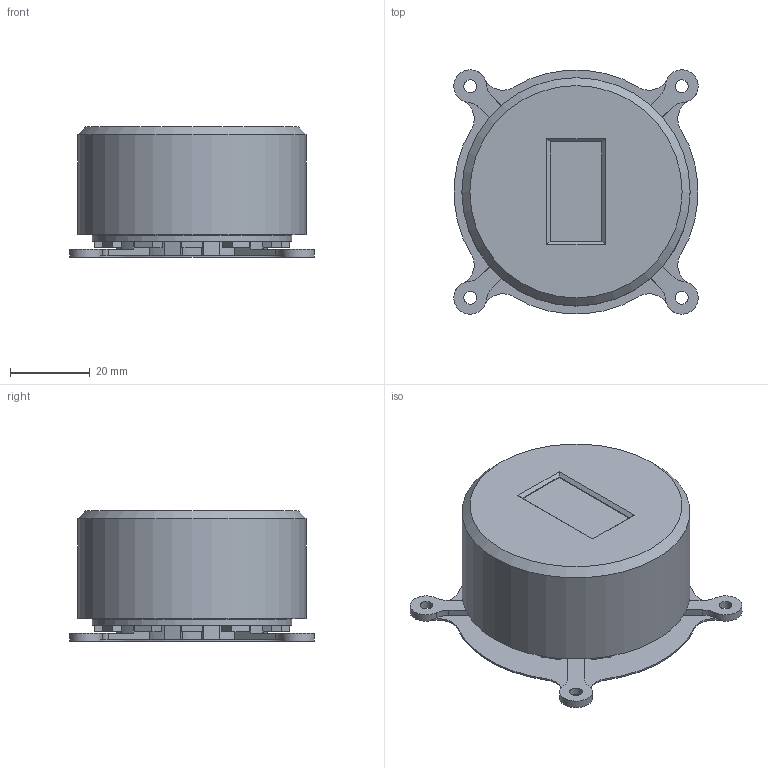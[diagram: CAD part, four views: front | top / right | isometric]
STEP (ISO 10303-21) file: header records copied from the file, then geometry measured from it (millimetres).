
FILE_DESCRIPTION(/* description */ (''),/* implementation_level */ '2;1');
FILE_NAME(/* name */ 'Space Maus V1.step',/* time_stamp */ '2025-11-16T22:08:47+01:00',/* author */ (''),/* organization */ (''),/* preprocessor_version */ 'ST-DEVELOPER v20.1',/* originating_system */ 'Autodesk Translation Framework v14.21.0.0',/* authorisation */ '');
FILE_SCHEMA (('AUTOMOTIVE_DESIGN { 1 0 10303 214 3 1 1 }'));
Length unit declared in the file: millimetre
Products named in the file (8): Space Maus; Knob; Screen; board; Komponente2; BSHCS ANSI B18.3.1M - M2x0.4 x 4 Stahlklasse 2 Einfach; WS2812_12_50-35mm; Holder Knob
Assembly tree (10 placements, depth 4):
  Space Maus
    Knob
      Screen
        board
        Komponente2
      BSHCS ANSI B18.3.1M - M2x0.4 x 4 Stahlklasse 2 Einfach  x4
    WS2812_12_50-35mm
    Holder Knob
Bounding box: 61.21 x 61.21 x 32.67 mm (x, y, z)
Volume: 25929.9 mm3; surface area: 27224.9 mm2
Topology: 9 solids, 9 shells, 766 faces, 1944 edges, 1279 vertices
Faces by surface type: plane 471, bspline 168, cylinder 113, cone 10, torus 4
Full cylindrical faces by diameter (mm): 1.933 x4, 2 x4, 3 x4, 3.2 x7, 3.8 x4, 4.2 x12, 7 x1, 34.8 x1, 50 x1, 54 x1, 57.2 x1
Entity records: 29202 total; most frequent: CARTESIAN_POINT 11868, ORIENTED_EDGE 3684, DIRECTION 2881, EDGE_CURVE 1842, LINE 1239, VECTOR 1239, VERTEX_POINT 1222, AXIS2_PLACEMENT_3D 821
